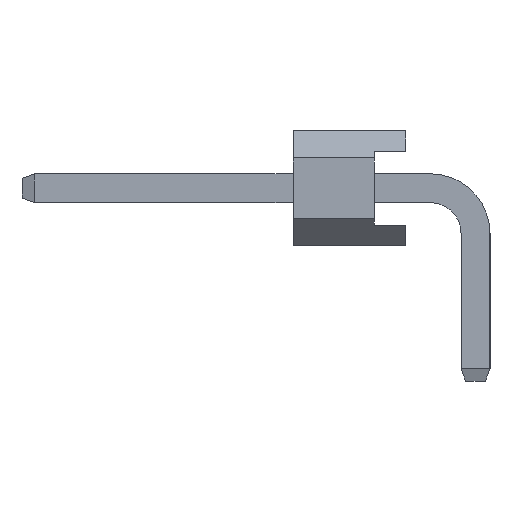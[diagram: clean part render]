
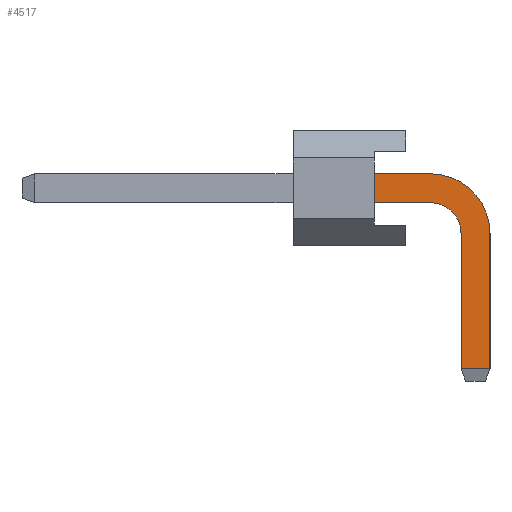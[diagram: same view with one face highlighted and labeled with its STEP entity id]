
A CAD part, left-side view. The second image highlights one B-rep face of the part: STEP entity #4517.
In plain terms, the highlighted planar face has unit normal (-1, 0, 0).
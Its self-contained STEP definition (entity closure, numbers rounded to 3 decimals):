
#4517=ADVANCED_FACE('',(#12613),#12615,.T.);
#12613=FACE_BOUND('',#12614,.T.);
#12614=EDGE_LOOP('',(#19201,#19202,#19203,#19204,#19205,#19206,#19207,#19208));
#12615=PLANE('',#12616);
#12616=AXIS2_PLACEMENT_3D('',#12617,#12618,#12619);
#12617=CARTESIAN_POINT('',(-0.32,0.32,-3.));
#12618=DIRECTION('',(-1.,0.,0.));
#12619=DIRECTION('',(0.,-1.,0.));
#19201=ORIENTED_EDGE('',*,*,#23121,.T.);
#19202=ORIENTED_EDGE('',*,*,#23122,.T.);
#19203=ORIENTED_EDGE('',*,*,#23123,.T.);
#19204=ORIENTED_EDGE('',*,*,#23124,.T.);
#19205=ORIENTED_EDGE('',*,*,#21829,.T.);
#19206=ORIENTED_EDGE('',*,*,#23125,.F.);
#19207=ORIENTED_EDGE('',*,*,#23126,.F.);
#19208=ORIENTED_EDGE('',*,*,#23127,.F.);
#21829=EDGE_CURVE('',#24997,#24998,#24999,.T.);
#23121=EDGE_CURVE('',#27025,#27026,#27027,.T.);
#23122=EDGE_CURVE('',#27026,#27028,#27029,.T.);
#23123=EDGE_CURVE('',#27028,#27030,#27031,.T.);
#23124=EDGE_CURVE('',#27030,#24997,#27032,.T.);
#23125=EDGE_CURVE('',#27033,#24998,#27034,.T.);
#23126=EDGE_CURVE('',#27035,#27033,#27036,.T.);
#23127=EDGE_CURVE('',#27025,#27035,#27037,.T.);
#24997=VERTEX_POINT('',#30401);
#24998=VERTEX_POINT('',#30402);
#24999=LINE('',#30403,#30404);
#27025=VERTEX_POINT('',#35133);
#27026=VERTEX_POINT('',#35134);
#27027=LINE('',#35135,#35136);
#27028=VERTEX_POINT('',#35138);
#27029=LINE('',#35139,#35140);
#27030=VERTEX_POINT('',#35142);
#27031=CIRCLE('',#35143,1.32);
#27032=LINE('',#35147,#35148);
#27033=VERTEX_POINT('',#35150);
#27034=LINE('',#35151,#35152);
#27035=VERTEX_POINT('',#35154);
#27036=CIRCLE('',#35155,0.68);
#27037=LINE('',#35159,#35160);
#30401=CARTESIAN_POINT('',(-0.32,2.24,1.59));
#30402=CARTESIAN_POINT('',(-0.32,2.24,0.95));
#30403=CARTESIAN_POINT('',(-0.32,2.24,1.59));
#30404=VECTOR('',#30405,1.);
#30405=DIRECTION('',(0.,0.,-1.));
#35133=CARTESIAN_POINT('',(-0.32,0.32,-2.725));
#35134=CARTESIAN_POINT('',(-0.32,-0.32,-2.725));
#35135=CARTESIAN_POINT('',(-0.32,0.32,-2.725));
#35136=VECTOR('',#35137,1.);
#35137=DIRECTION('',(0.,-1.,0.));
#35138=CARTESIAN_POINT('',(-0.32,-0.32,0.27));
#35139=CARTESIAN_POINT('',(-0.32,-0.32,-2.725));
#35140=VECTOR('',#35141,1.);
#35141=DIRECTION('',(0.,0.,1.));
#35142=CARTESIAN_POINT('',(-0.32,1.,1.59));
#35143=AXIS2_PLACEMENT_3D('',#35144,#35145,#35146);
#35144=CARTESIAN_POINT('',(-0.32,1.,0.27));
#35145=DIRECTION('',(-1.,-0.,0.));
#35146=DIRECTION('',(0.,-1.,0.));
#35147=CARTESIAN_POINT('',(-0.32,1.,1.59));
#35148=VECTOR('',#35149,1.);
#35149=DIRECTION('',(0.,1.,0.));
#35150=CARTESIAN_POINT('',(-0.32,1.,0.95));
#35151=CARTESIAN_POINT('',(-0.32,1.,0.95));
#35152=VECTOR('',#35153,1.);
#35153=DIRECTION('',(0.,1.,0.));
#35154=CARTESIAN_POINT('',(-0.32,0.32,0.27));
#35155=AXIS2_PLACEMENT_3D('',#35156,#35157,#35158);
#35156=CARTESIAN_POINT('',(-0.32,1.,0.27));
#35157=DIRECTION('',(-1.,-0.,0.));
#35158=DIRECTION('',(0.,-1.,0.));
#35159=CARTESIAN_POINT('',(-0.32,0.32,-2.725));
#35160=VECTOR('',#35161,1.);
#35161=DIRECTION('',(0.,0.,1.));
